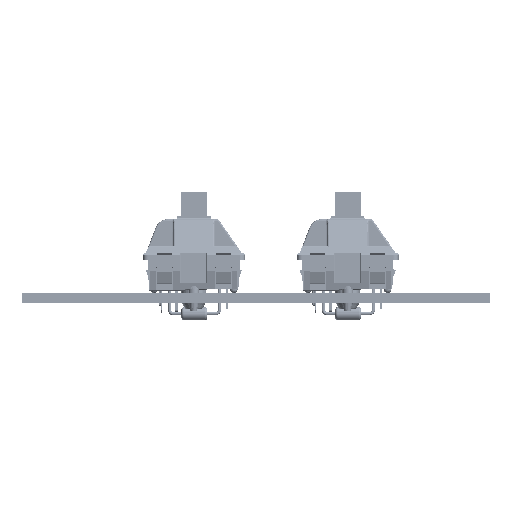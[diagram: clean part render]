
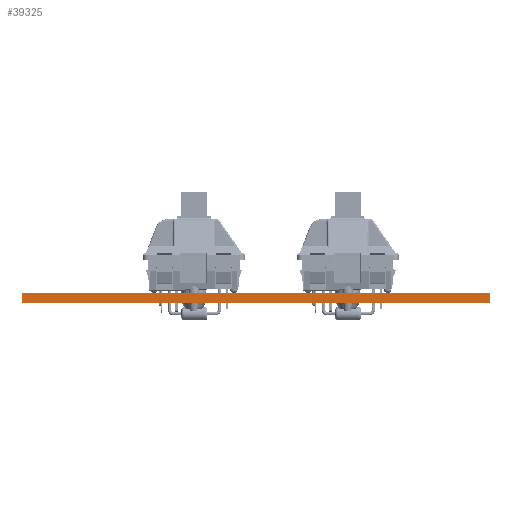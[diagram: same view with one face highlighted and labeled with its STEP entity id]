
A CAD part, left-side view. The second image highlights one B-rep face of the part: STEP entity #39325.
In plain terms, the highlighted planar face has unit normal (-1, 0, 0).
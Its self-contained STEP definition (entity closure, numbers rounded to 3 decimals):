
#39269 = VERTEX_POINT('',#39270);
#39270 = CARTESIAN_POINT('',(-222.55,-71.632,1.6));
#39276 = EDGE_CURVE('',#39277,#39269,#39279,.T.);
#39277 = VERTEX_POINT('',#39278);
#39278 = CARTESIAN_POINT('',(-222.55,-71.632,0.));
#39279 = LINE('',#39280,#39281);
#39280 = CARTESIAN_POINT('',(-222.55,-71.632,0.));
#39281 = VECTOR('',#39282,1.);
#39282 = DIRECTION('',(0.,0.,1.));
#39325 = ADVANCED_FACE('',(#39326),#39351,.T.);
#39326 = FACE_BOUND('',#39327,.T.);
#39327 = EDGE_LOOP('',(#39328,#39329,#39337,#39345));
#39328 = ORIENTED_EDGE('',*,*,#39276,.T.);
#39329 = ORIENTED_EDGE('',*,*,#39330,.T.);
#39330 = EDGE_CURVE('',#39269,#39331,#39333,.T.);
#39331 = VERTEX_POINT('',#39332);
#39332 = CARTESIAN_POINT('',(-222.55,0.,1.6));
#39333 = LINE('',#39334,#39335);
#39334 = CARTESIAN_POINT('',(-222.55,-71.632,1.6));
#39335 = VECTOR('',#39336,1.);
#39336 = DIRECTION('',(0.,1.,0.));
#39337 = ORIENTED_EDGE('',*,*,#39338,.F.);
#39338 = EDGE_CURVE('',#39339,#39331,#39341,.T.);
#39339 = VERTEX_POINT('',#39340);
#39340 = CARTESIAN_POINT('',(-222.55,-0.,0.));
#39341 = LINE('',#39342,#39343);
#39342 = CARTESIAN_POINT('',(-222.55,-0.,0.));
#39343 = VECTOR('',#39344,1.);
#39344 = DIRECTION('',(0.,0.,1.));
#39345 = ORIENTED_EDGE('',*,*,#39346,.F.);
#39346 = EDGE_CURVE('',#39277,#39339,#39347,.T.);
#39347 = LINE('',#39348,#39349);
#39348 = CARTESIAN_POINT('',(-222.55,-71.632,0.));
#39349 = VECTOR('',#39350,1.);
#39350 = DIRECTION('',(0.,1.,0.));
#39351 = PLANE('',#39352);
#39352 = AXIS2_PLACEMENT_3D('',#39353,#39354,#39355);
#39353 = CARTESIAN_POINT('',(-222.55,-71.632,0.));
#39354 = DIRECTION('',(-1.,0.,0.));
#39355 = DIRECTION('',(0.,1.,0.));
